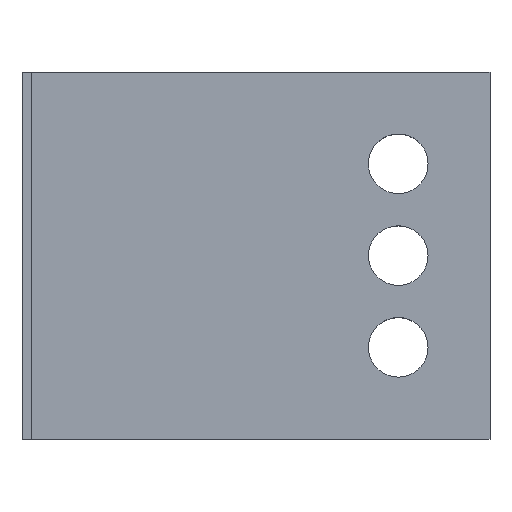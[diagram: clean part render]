
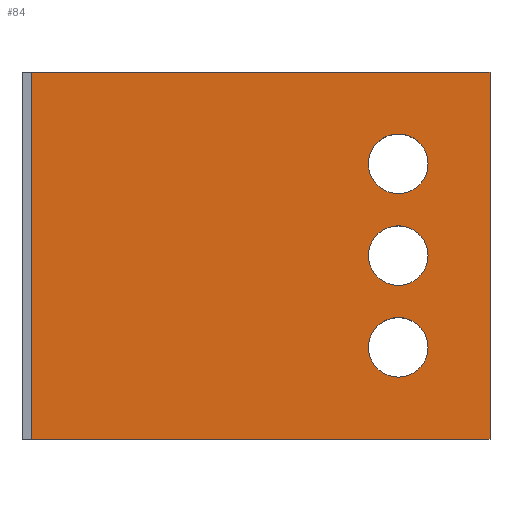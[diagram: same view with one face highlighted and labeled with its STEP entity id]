
A CAD part, top view. The second image highlights one B-rep face of the part: STEP entity #84.
In plain terms, the highlighted planar face has unit normal (0, 0, 1).
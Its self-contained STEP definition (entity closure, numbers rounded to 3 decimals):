
#2 = AXIS2_PLACEMENT_3D ( 'NONE', #438, #624, #923 ) ;
#9 = DIRECTION ( 'NONE',  ( -1., 0., 0. ) ) ;
#13 = CARTESIAN_POINT ( 'NONE',  ( 51., 40., 0. ) ) ;
#76 = VECTOR ( 'NONE', #976, 1000. ) ;
#83 = ORIENTED_EDGE ( 'NONE', *, *, #751, .F. ) ;
#84 = ADVANCED_FACE ( 'NONE', ( #1038, #774, #503, #254 ), #809, .F. ) ;
#106 = DIRECTION ( 'NONE',  ( 0., 0., -1. ) ) ;
#147 = DIRECTION ( 'NONE',  ( 1., 0., 0. ) ) ;
#162 = DIRECTION ( 'NONE',  ( 0., 0., -1. ) ) ;
#189 = CIRCLE ( 'NONE', #1082, 3.25 ) ;
#198 = ORIENTED_EDGE ( 'NONE', *, *, #479, .T. ) ;
#203 = CARTESIAN_POINT ( 'NONE',  ( 44.25, 10., 0. ) ) ;
#206 = CARTESIAN_POINT ( 'NONE',  ( 1., 0., 0. ) ) ;
#208 = CIRCLE ( 'NONE', #724, 3.25 ) ;
#211 = ORIENTED_EDGE ( 'NONE', *, *, #1047, .T. ) ;
#212 = ORIENTED_EDGE ( 'NONE', *, *, #428, .T. ) ;
#221 = CARTESIAN_POINT ( 'NONE',  ( 44.25, 20., 0. ) ) ;
#224 = DIRECTION ( 'NONE',  ( 0., 0., -1. ) ) ;
#243 = DIRECTION ( 'NONE',  ( -1., 0., 0. ) ) ;
#246 = CARTESIAN_POINT ( 'NONE',  ( 51., 40., 0. ) ) ;
#254 = FACE_OUTER_BOUND ( 'NONE', #1070, .T. ) ;
#260 = AXIS2_PLACEMENT_3D ( 'NONE', #1026, #224, #912 ) ;
#267 = VERTEX_POINT ( 'NONE', #527 ) ;
#278 = CARTESIAN_POINT ( 'NONE',  ( 51., 0., 0. ) ) ;
#296 = AXIS2_PLACEMENT_3D ( 'NONE', #794, #106, #694 ) ;
#309 = ORIENTED_EDGE ( 'NONE', *, *, #1184, .T. ) ;
#316 = VERTEX_POINT ( 'NONE', #1211 ) ;
#319 = VERTEX_POINT ( 'NONE', #1112 ) ;
#354 = DIRECTION ( 'NONE',  ( 0., 1., 0. ) ) ;
#361 = CIRCLE ( 'NONE', #1192, 3.25 ) ;
#405 = VERTEX_POINT ( 'NONE', #502 ) ;
#419 = DIRECTION ( 'NONE',  ( 0., 0., -1. ) ) ;
#428 = EDGE_CURVE ( 'NONE', #1186, #267, #1222, .T. ) ;
#438 = CARTESIAN_POINT ( 'NONE',  ( 41., 10., 0. ) ) ;
#457 = VERTEX_POINT ( 'NONE', #206 ) ;
#479 = EDGE_CURVE ( 'NONE', #316, #1072, #691, .T. ) ;
#491 = DIRECTION ( 'NONE',  ( 1., 0., 0. ) ) ;
#496 = CARTESIAN_POINT ( 'NONE',  ( 1., 40., 0. ) ) ;
#497 = LINE ( 'NONE', #836, #789 ) ;
#502 = CARTESIAN_POINT ( 'NONE',  ( 44.25, 30., 0. ) ) ;
#503 = FACE_BOUND ( 'NONE', #1273, .T. ) ;
#513 = ORIENTED_EDGE ( 'NONE', *, *, #891, .T. ) ;
#517 = EDGE_LOOP ( 'NONE', ( #211, #212 ) ) ;
#527 = CARTESIAN_POINT ( 'NONE',  ( 37.75, 10., 0. ) ) ;
#585 = ORIENTED_EDGE ( 'NONE', *, *, #1076, .F. ) ;
#592 = DIRECTION ( 'NONE',  ( 0., 0., -1. ) ) ;
#596 = EDGE_LOOP ( 'NONE', ( #1145, #309 ) ) ;
#624 = DIRECTION ( 'NONE',  ( 0., 0., -1. ) ) ;
#642 = EDGE_CURVE ( 'NONE', #319, #405, #189, .T. ) ;
#652 = DIRECTION ( 'NONE',  ( -1., 0., 0. ) ) ;
#668 = ORIENTED_EDGE ( 'NONE', *, *, #948, .F. ) ;
#691 = CIRCLE ( 'NONE', #815, 3.25 ) ;
#694 = DIRECTION ( 'NONE',  ( -1., 0., 0. ) ) ;
#724 = AXIS2_PLACEMENT_3D ( 'NONE', #1189, #592, #9 ) ;
#727 = DIRECTION ( 'NONE',  ( 0., 0., -1. ) ) ;
#751 = EDGE_CURVE ( 'NONE', #457, #1202, #1171, .T. ) ;
#753 = VECTOR ( 'NONE', #354, 1000. ) ;
#755 = CARTESIAN_POINT ( 'NONE',  ( 41., 20., 0. ) ) ;
#774 = FACE_BOUND ( 'NONE', #517, .T. ) ;
#777 = ORIENTED_EDGE ( 'NONE', *, *, #1166, .T. ) ;
#789 = VECTOR ( 'NONE', #147, 1000. ) ;
#794 = CARTESIAN_POINT ( 'NONE',  ( 41., 10., 0. ) ) ;
#809 = PLANE ( 'NONE',  #260 ) ;
#815 = AXIS2_PLACEMENT_3D ( 'NONE', #1114, #419, #1014 ) ;
#824 = CARTESIAN_POINT ( 'NONE',  ( 41., 30., 0. ) ) ;
#832 = VERTEX_POINT ( 'NONE', #278 ) ;
#836 = CARTESIAN_POINT ( 'NONE',  ( 51., 40., 0. ) ) ;
#891 = EDGE_CURVE ( 'NONE', #1072, #316, #361, .T. ) ;
#912 = DIRECTION ( 'NONE',  ( -1., 0., 0. ) ) ;
#918 = CIRCLE ( 'NONE', #2, 3.25 ) ;
#923 = DIRECTION ( 'NONE',  ( -1., 0., 0. ) ) ;
#948 = EDGE_CURVE ( 'NONE', #1202, #1247, #497, .T. ) ;
#976 = DIRECTION ( 'NONE',  ( 0., -1., 0. ) ) ;
#1014 = DIRECTION ( 'NONE',  ( -1., 0., 0. ) ) ;
#1026 = CARTESIAN_POINT ( 'NONE',  ( 51., 40., 0. ) ) ;
#1029 = VECTOR ( 'NONE', #491, 1000. ) ;
#1038 = FACE_BOUND ( 'NONE', #596, .T. ) ;
#1047 = EDGE_CURVE ( 'NONE', #267, #1186, #918, .T. ) ;
#1048 = CARTESIAN_POINT ( 'NONE',  ( 1., 0., 0. ) ) ;
#1070 = EDGE_LOOP ( 'NONE', ( #668, #83, #777, #585 ) ) ;
#1072 = VERTEX_POINT ( 'NONE', #221 ) ;
#1076 = EDGE_CURVE ( 'NONE', #1247, #832, #1159, .T. ) ;
#1082 = AXIS2_PLACEMENT_3D ( 'NONE', #824, #727, #243 ) ;
#1084 = CARTESIAN_POINT ( 'NONE',  ( 51., 0., 0. ) ) ;
#1112 = CARTESIAN_POINT ( 'NONE',  ( 37.75, 30., 0. ) ) ;
#1114 = CARTESIAN_POINT ( 'NONE',  ( 41., 20., 0. ) ) ;
#1145 = ORIENTED_EDGE ( 'NONE', *, *, #642, .T. ) ;
#1159 = LINE ( 'NONE', #246, #76 ) ;
#1166 = EDGE_CURVE ( 'NONE', #457, #832, #1268, .T. ) ;
#1171 = LINE ( 'NONE', #1048, #753 ) ;
#1184 = EDGE_CURVE ( 'NONE', #405, #319, #208, .T. ) ;
#1186 = VERTEX_POINT ( 'NONE', #203 ) ;
#1189 = CARTESIAN_POINT ( 'NONE',  ( 41., 30., 0. ) ) ;
#1192 = AXIS2_PLACEMENT_3D ( 'NONE', #755, #162, #652 ) ;
#1202 = VERTEX_POINT ( 'NONE', #496 ) ;
#1211 = CARTESIAN_POINT ( 'NONE',  ( 37.75, 20., 0. ) ) ;
#1222 = CIRCLE ( 'NONE', #296, 3.25 ) ;
#1247 = VERTEX_POINT ( 'NONE', #13 ) ;
#1268 = LINE ( 'NONE', #1084, #1029 ) ;
#1273 = EDGE_LOOP ( 'NONE', ( #198, #513 ) ) ;
